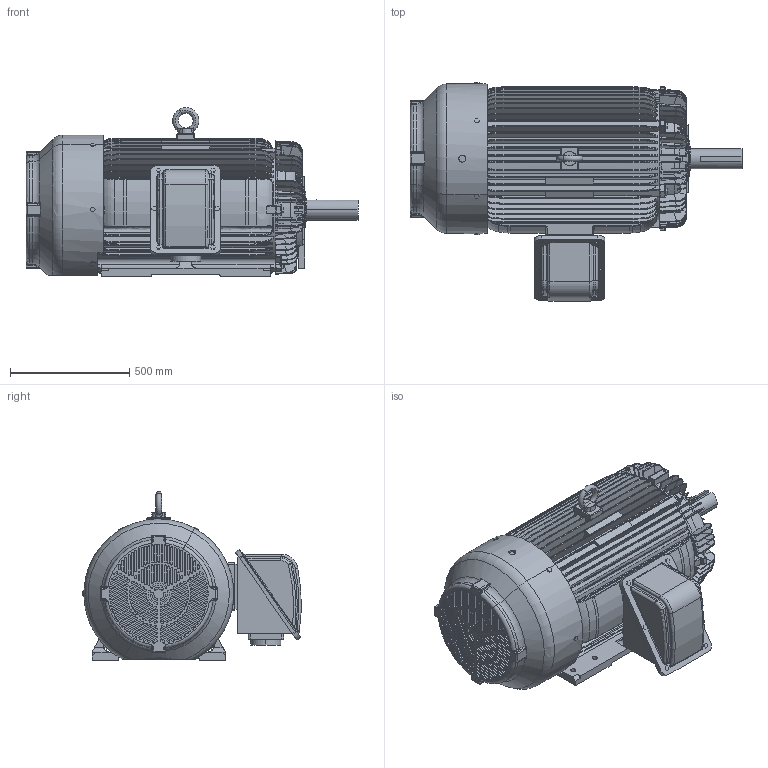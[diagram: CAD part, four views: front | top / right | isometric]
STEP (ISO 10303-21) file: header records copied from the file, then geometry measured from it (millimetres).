
FILE_DESCRIPTION(('CATIA V5 STEP Exchange'),'2;1');
FILE_NAME('3A043A062.stp','2013-12-18T07:05:58+00:00',('none'),('none'),'Unofficial Packaging Version','CATIA V5 STEP AP203','none');
FILE_SCHEMA(('CONFIG_CONTROL_DESIGN'));
Products named in the file (1): #14
Bounding box: 1394.9 x 918.42 x 709.39 mm (x, y, z)
Volume: 227964153.7 mm3; surface area: 8100502.3 mm2
Topology: 8 solids, 28 shells, 4425 faces, 11502 edges, 7089 vertices
Faces by surface type: bspline 1707, cylinder 1199, plane 1175, cone 156, torus 128, sphere 30, revolution 16, extrusion 14
Entity records: 222134 total; most frequent: CARTESIAN_POINT 134464, ORIENTED_EDGE 22884, EDGE_CURVE 11442, DIRECTION 9814, VERTEX_POINT 7089, B_SPLINE_CURVE_WITH_KNOTS 5178, EDGE_LOOP 4733, ADVANCED_FACE 4425
